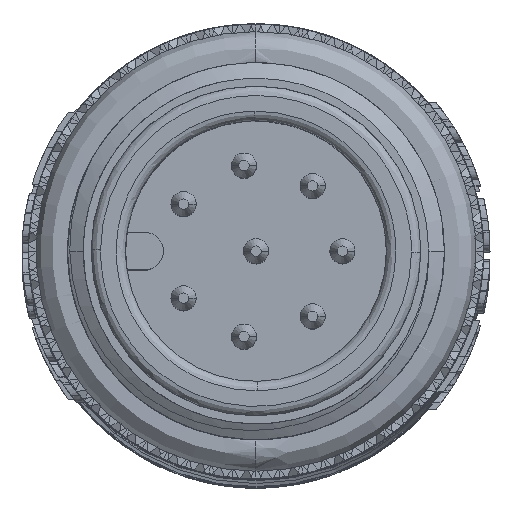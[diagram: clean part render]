
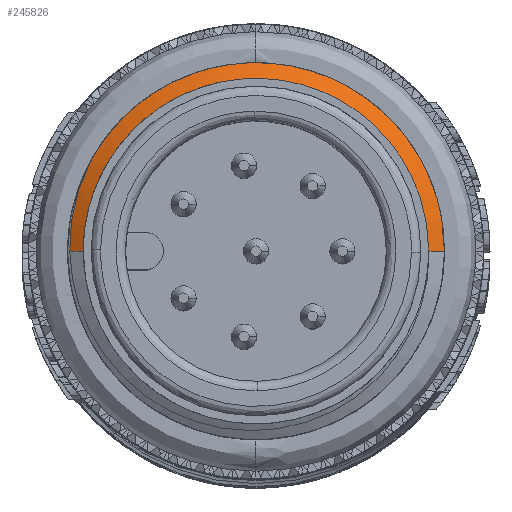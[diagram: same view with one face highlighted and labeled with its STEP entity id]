
A CAD part, top view. The second image highlights one B-rep face of the part: STEP entity #245826.
In plain terms, the highlighted conical face has half-angle 59.891 degrees and reference radius 6.116 mm.
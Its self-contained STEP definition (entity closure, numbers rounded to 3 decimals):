
#3582 = VECTOR ( 'NONE', #16045, 1000. ) ;
#5130 = CARTESIAN_POINT ( 'NONE',  ( 4.399, 3.378, -12.3 ) ) ;
#6068 = CARTESIAN_POINT ( 'NONE',  ( -5.5, 0.721, -12.3 ) ) ;
#6717 = CARTESIAN_POINT ( 'NONE',  ( 1.791, 5.764, -12.01 ) ) ;
#10345 = CARTESIAN_POINT ( 'NONE',  ( 5.503, 2.411, -12.017 ) ) ;
#12443 = CARTESIAN_POINT ( 'NONE',  ( -5.5, 0., -12.3 ) ) ;
#16045 = DIRECTION ( 'NONE',  ( -0.865, 0., 0.502 ) ) ;
#23772 = VERTEX_POINT ( 'NONE', #102383 ) ;
#24974 = ORIENTED_EDGE ( 'NONE', *, *, #221716, .F. ) ;
#26798 = CARTESIAN_POINT ( 'NONE',  ( -4.332, 4.203, -12.01 ) ) ;
#27094 = CARTESIAN_POINT ( 'NONE',  ( 4.805, 2.771, -12.3 ) ) ;
#28710 = CARTESIAN_POINT ( 'NONE',  ( 5.27, 2.868, -12.01 ) ) ;
#30388 = ORIENTED_EDGE ( 'NONE', *, *, #59681, .T. ) ;
#38967 = CARTESIAN_POINT ( 'NONE',  ( 5.931, 0., -12.05 ) ) ;
#45905 = CARTESIAN_POINT ( 'NONE',  ( -6., 0.661, -12.01 ) ) ;
#47171 = CARTESIAN_POINT ( 'NONE',  ( 3.378, 4.399, -12.3 ) ) ;
#47806 = CARTESIAN_POINT ( 'NONE',  ( -5.461, 2.571, -12.01 ) ) ;
#48092 = CARTESIAN_POINT ( 'NONE',  ( 1.438, 5.357, -12.3 ) ) ;
#49986 = CARTESIAN_POINT ( 'NONE',  ( 2.771, 4.805, -12.3 ) ) ;
#50907 = CARTESIAN_POINT ( 'NONE',  ( -1.438, 5.357, -12.3 ) ) ;
#59681 = EDGE_CURVE ( 'NONE', #73100, #69613, #174476, .T. ) ;
#61802 = CARTESIAN_POINT ( 'NONE',  ( 5.943, 0.491, -12.043 ) ) ;
#62567 = CARTESIAN_POINT ( 'NONE',  ( 0., 0., -11.943 ) ) ;
#66698 = VERTEX_POINT ( 'NONE', #268419 ) ;
#67579 = ORIENTED_EDGE ( 'NONE', *, *, #143571, .T. ) ;
#67732 = CARTESIAN_POINT ( 'NONE',  ( -3.84, 4.657, -12.01 ) ) ;
#69613 = VERTEX_POINT ( 'NONE', #83866 ) ;
#70903 = CARTESIAN_POINT ( 'NONE',  ( -5.5, 0., -12.3 ) ) ;
#72804 = CARTESIAN_POINT ( 'NONE',  ( -2.772, 4.805, -12.3 ) ) ;
#73100 = VERTEX_POINT ( 'NONE', #12443 ) ;
#75336 = CARTESIAN_POINT ( 'NONE',  ( -5.5, 0., -12.299 ) ) ;
#76609 = LINE ( 'NONE', #187429, #134625 ) ;
#80854 = CARTESIAN_POINT ( 'NONE',  ( 5.27, 2.868, -12.01 ) ) ;
#83866 = CARTESIAN_POINT ( 'NONE',  ( -5.837, 0., -12.104 ) ) ;
#90633 = CARTESIAN_POINT ( 'NONE',  ( -6., 0., -12.01 ) ) ;
#90828 = ORIENTED_EDGE ( 'NONE', *, *, #250014, .F. ) ;
#90941 = CARTESIAN_POINT ( 'NONE',  ( -0.722, 5.5, -12.3 ) ) ;
#92544 = CARTESIAN_POINT ( 'NONE',  ( 3.564, 4.872, -12.01 ) ) ;
#94884 = CARTESIAN_POINT ( 'NONE',  ( 5.931, 0., -12.05 ) ) ;
#102383 = CARTESIAN_POINT ( 'NONE',  ( 5.27, 2.868, -12.01 ) ) ;
#103990 = LINE ( 'NONE', #75336, #128075 ) ;
#104453 = EDGE_CURVE ( 'NONE', #231473, #23772, #140387, .T. ) ;
#111528 = CARTESIAN_POINT ( 'NONE',  ( 3.003, 5.237, -12.01 ) ) ;
#112495 = CARTESIAN_POINT ( 'NONE',  ( -0.842, 5.977, -12.01 ) ) ;
#113220 = B_SPLINE_CURVE_WITH_KNOTS ( 'NONE', 3,
 ( #70903, #6068, #137607, #222726, #156844, #158735, #72804, #50907, #90941, #136709, #48092, #49986, #47171, #5130, #27094, #203629, #179858, #115634 ),
 .UNSPECIFIED., .F., .F.,
 ( 4, 2, 2, 2, 2, 2, 2, 2, 4 ),
 ( 0., 0.063, 0.125, 0.188, 0.25, 0.313, 0.375, 0.438, 0.5 ),
 .UNSPECIFIED. ) ;
#115634 = CARTESIAN_POINT ( 'NONE',  ( 5.5, 0., -12.3 ) ) ;
#115804 = EDGE_CURVE ( 'NONE', #280622, #66698, #232249, .T. ) ;
#116619 = EDGE_LOOP ( 'NONE', ( #214362, #183687, #67579, #267829, #24974, #90828, #30388 ) ) ;
#128075 = VECTOR ( 'NONE', #184282, 1000. ) ;
#133499 = CARTESIAN_POINT ( 'NONE',  ( 4.539, 3.98, -12.01 ) ) ;
#134625 = VECTOR ( 'NONE', #145223, 1000. ) ;
#136709 = CARTESIAN_POINT ( 'NONE',  ( 0.722, 5.5, -12.3 ) ) ;
#137607 = CARTESIAN_POINT ( 'NONE',  ( -5.357, 1.438, -12.3 ) ) ;
#140387 = B_SPLINE_CURVE_WITH_KNOTS ( 'NONE', 3,
 ( #38967, #61802, #211747, #214594, #10345, #80854 ),
 .UNSPECIFIED., .F., .F.,
 ( 4, 2, 4 ),
 ( 0.018, 0.019, 0.021 ),
 .UNSPECIFIED. ) ;
#143571 = EDGE_CURVE ( 'NONE', #66698, #23772, #278905, .T. ) ;
#143777 = CARTESIAN_POINT ( 'NONE',  ( 0., 0., -15.489 ) ) ;
#145223 = DIRECTION ( 'NONE',  ( 0.865, 0., 0.502 ) ) ;
#156844 = CARTESIAN_POINT ( 'NONE',  ( -4.399, 3.378, -12.3 ) ) ;
#157475 = CARTESIAN_POINT ( 'NONE',  ( -5.89, 1.321, -12.01 ) ) ;
#158426 = CARTESIAN_POINT ( 'NONE',  ( -2.122, 5.651, -12.01 ) ) ;
#158735 = CARTESIAN_POINT ( 'NONE',  ( -3.378, 4.399, -12.3 ) ) ;
#159394 = CARTESIAN_POINT ( 'NONE',  ( 4.951, 3.453, -12.01 ) ) ;
#174476 = LINE ( 'NONE', #143777, #3582 ) ;
#177730 = AXIS2_PLACEMENT_3D ( 'NONE', #62567, #238140, #257216 ) ;
#179548 = CARTESIAN_POINT ( 'NONE',  ( -2.735, 5.381, -12.01 ) ) ;
#179858 = CARTESIAN_POINT ( 'NONE',  ( 5.5, 0.722, -12.3 ) ) ;
#183687 = ORIENTED_EDGE ( 'NONE', *, *, #115804, .T. ) ;
#184282 = DIRECTION ( 'NONE',  ( -0.866, 0., 0.5 ) ) ;
#187429 = CARTESIAN_POINT ( 'NONE',  ( 6.116, 0., -11.943 ) ) ;
#200555 = EDGE_CURVE ( 'NONE', #69613, #280622, #103990, .T. ) ;
#201446 = CARTESIAN_POINT ( 'NONE',  ( -0.175, 6.034, -12.01 ) ) ;
#202388 = CARTESIAN_POINT ( 'NONE',  ( 1.142, 5.927, -12.01 ) ) ;
#203629 = CARTESIAN_POINT ( 'NONE',  ( 5.357, 1.438, -12.3 ) ) ;
#209013 = CARTESIAN_POINT ( 'NONE',  ( 5.5, 0., -12.3 ) ) ;
#211294 = FACE_OUTER_BOUND ( 'NONE', #116619, .T. ) ;
#211747 = CARTESIAN_POINT ( 'NONE',  ( 5.892, 0.99, -12.036 ) ) ;
#214362 = ORIENTED_EDGE ( 'NONE', *, *, #200555, .T. ) ;
#214594 = CARTESIAN_POINT ( 'NONE',  ( 5.672, 1.946, -12.023 ) ) ;
#216595 = CARTESIAN_POINT ( 'NONE',  ( -5.838, 0., -12.104 ) ) ;
#221716 = EDGE_CURVE ( 'NONE', #222241, #231473, #76609, .T. ) ;
#222241 = VERTEX_POINT ( 'NONE', #209013 ) ;
#222726 = CARTESIAN_POINT ( 'NONE',  ( -4.805, 2.772, -12.3 ) ) ;
#229993 = DIRECTION ( 'NONE',  ( -0.865, 0., 0.502 ) ) ;
#231473 = VERTEX_POINT ( 'NONE', #94884 ) ;
#232249 = LINE ( 'NONE', #265309, #235792 ) ;
#235792 = VECTOR ( 'NONE', #229993, 1000. ) ;
#238140 = DIRECTION ( 'NONE',  ( 0., 0., 1. ) ) ;
#243312 = CARTESIAN_POINT ( 'NONE',  ( -5.143, 3.16, -12.01 ) ) ;
#245423 = CONICAL_SURFACE ( 'NONE', #177730, 6.116, 1.045 ) ;
#245826 = ADVANCED_FACE ( 'NONE', ( #211294 ), #245423, .T. ) ;
#250014 = EDGE_CURVE ( 'NONE', #73100, #222241, #113220, .T. ) ;
#257216 = DIRECTION ( 'NONE',  ( 1., 0., 0. ) ) ;
#265309 = CARTESIAN_POINT ( 'NONE',  ( -6.116, 0., -11.943 ) ) ;
#267829 = ORIENTED_EDGE ( 'NONE', *, *, #104453, .F. ) ;
#268419 = CARTESIAN_POINT ( 'NONE',  ( -6., 0., -12.01 ) ) ;
#278905 = B_SPLINE_CURVE_WITH_KNOTS ( 'NONE', 3,
 ( #90633, #45905, #157475, #47806, #243312, #26798, #67732, #179548, #158426, #112495, #201446, #202388, #6717, #111528, #92544, #133499, #159394, #28710 ),
 .UNSPECIFIED., .F., .F.,
 ( 4, 2, 2, 2, 2, 2, 2, 2, 4 ),
 ( 0., 0.125, 0.25, 0.375, 0.5, 0.625, 0.75, 0.875, 1. ),
 .UNSPECIFIED. ) ;
#280622 = VERTEX_POINT ( 'NONE', #216595 ) ;
